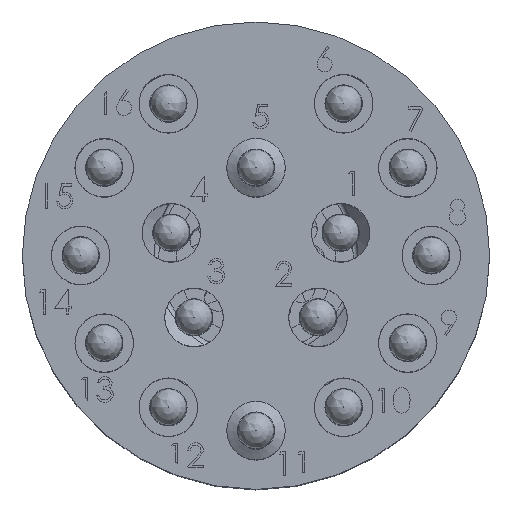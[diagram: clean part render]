
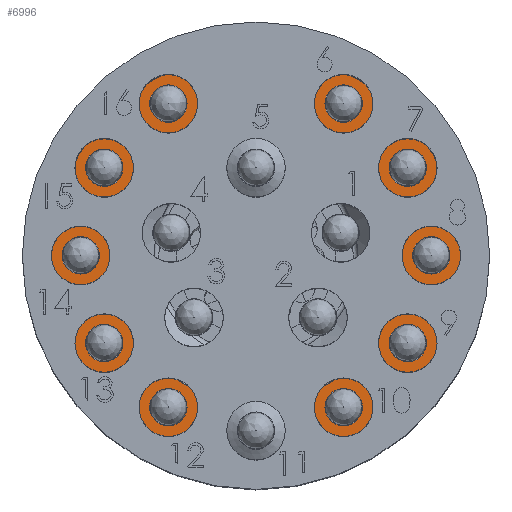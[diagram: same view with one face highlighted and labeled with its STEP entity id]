
A CAD part, top view. The second image highlights one B-rep face of the part: STEP entity #6996.
In plain terms, the highlighted planar face has unit normal (0, 0, -1).
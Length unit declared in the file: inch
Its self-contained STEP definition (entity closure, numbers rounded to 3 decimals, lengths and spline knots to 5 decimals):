
#301=FACE_BOUND('',#1207,.T.);
#803=FACE_OUTER_BOUND('',#1206,.T.);
#1206=EDGE_LOOP('',(#5998,#5999));
#1207=EDGE_LOOP('',(#6000,#6001));
#1578=CIRCLE('',#7588,0.3125);
#1579=CIRCLE('',#7589,0.3125);
#1581=CIRCLE('',#7592,0.4375);
#1582=CIRCLE('',#7593,0.4375);
#3325=VERTEX_POINT('',#16896);
#3326=VERTEX_POINT('',#16897);
#3329=VERTEX_POINT('',#16905);
#3330=VERTEX_POINT('',#16907);
#4314=EDGE_CURVE('',#3325,#3326,#1578,.T.);
#4315=EDGE_CURVE('',#3326,#3325,#1579,.T.);
#4319=EDGE_CURVE('',#3330,#3329,#1581,.T.);
#4320=EDGE_CURVE('',#3329,#3330,#1582,.T.);
#5998=ORIENTED_EDGE('',*,*,#4319,.T.);
#5999=ORIENTED_EDGE('',*,*,#4320,.T.);
#6000=ORIENTED_EDGE('',*,*,#4314,.T.);
#6001=ORIENTED_EDGE('',*,*,#4315,.T.);
#6514=PLANE('',#7601);
#6996=ADVANCED_FACE('',(#803,#301),#6514,.T.);
#7588=AXIS2_PLACEMENT_3D('',#16898,#9250,#9251);
#7589=AXIS2_PLACEMENT_3D('',#16899,#9252,#9253);
#7592=AXIS2_PLACEMENT_3D('',#16908,#9260,#9261);
#7593=AXIS2_PLACEMENT_3D('',#16909,#9262,#9263);
#7601=AXIS2_PLACEMENT_3D('',#16922,#9279,#9280);
#9250=DIRECTION('center_axis',(0.,0.,1.));
#9251=DIRECTION('ref_axis',(1.,0.,0.));
#9252=DIRECTION('center_axis',(0.,0.,1.));
#9253=DIRECTION('ref_axis',(1.,0.,0.));
#9260=DIRECTION('center_axis',(0.,0.,-1.));
#9261=DIRECTION('ref_axis',(-1.,0.,0.));
#9262=DIRECTION('center_axis',(0.,0.,-1.));
#9263=DIRECTION('ref_axis',(-1.,0.,0.));
#9279=DIRECTION('center_axis',(0.,0.,-1.));
#9280=DIRECTION('ref_axis',(0.,-1.,0.));
#16896=CARTESIAN_POINT('',(0.3125,0.,-1.25));
#16897=CARTESIAN_POINT('',(-0.3125,0.,-1.25));
#16898=CARTESIAN_POINT('Origin',(0.,0.,-1.25));
#16899=CARTESIAN_POINT('Origin',(0.,0.,-1.25));
#16905=CARTESIAN_POINT('',(-0.4375,0.,-1.25));
#16907=CARTESIAN_POINT('',(0.4375,0.,-1.25));
#16908=CARTESIAN_POINT('Origin',(0.,0.,-1.25));
#16909=CARTESIAN_POINT('Origin',(0.,0.,-1.25));
#16922=CARTESIAN_POINT('Origin',(0.,0.,-1.25));
